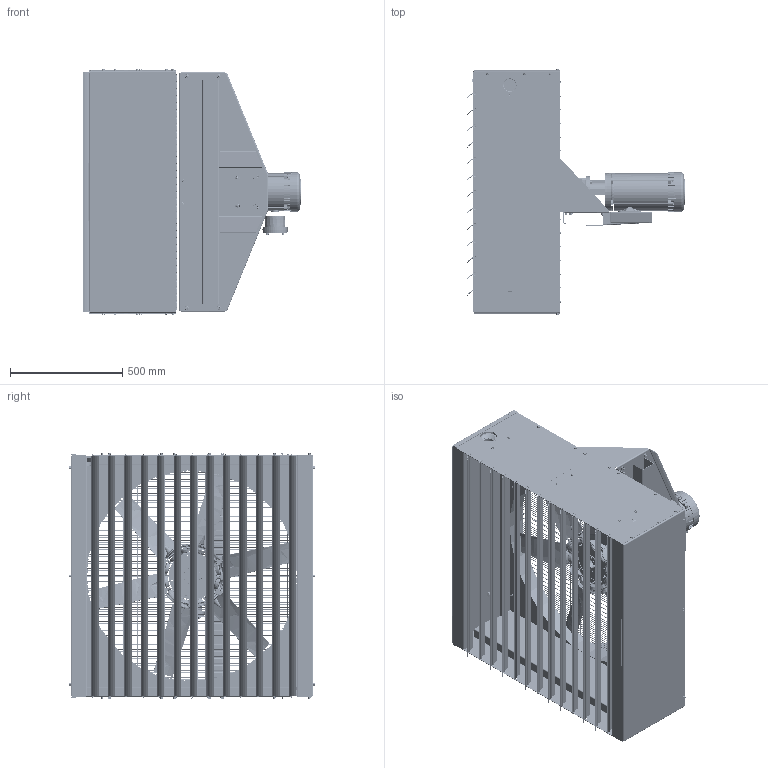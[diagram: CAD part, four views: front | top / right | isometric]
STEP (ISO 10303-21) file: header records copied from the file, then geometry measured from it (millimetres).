
FILE_DESCRIPTION (( 'STEP AP214' ), '1' );
FILE_NAME ('HUH2-SRH2-36.STEP', '2018-02-08T22:43:29', ( 'jose' ), ( 'Microsoft' ), 'SwSTEP 2.0', 'SolidWorks 2018', '' );
FILE_SCHEMA (( 'AUTOMOTIVE_DESIGN' ));
Length unit declared in the file: inch
Products named in the file (1): HUH2-SRH2-36
Bounding box: 975.2 x 1092.99 x 1091.87 mm (x, y, z)
Surface area: 12223277.1 mm2 (no closed solid volume)
Topology: 0 solids, 957 shells, 4817 faces, 17609 edges, 13026 vertices
Faces by surface type: cylinder 1813, plane 1227, torus 818, cone 552, bspline 366, sphere 41
Entity records: 303622 total; most frequent: CARTESIAN_POINT 99867, DIRECTION 29520, ORIENTED_EDGE 24735, EDGE_CURVE 17604, VERTEX_POINT 13026, AXIS2_PLACEMENT_3D 11982, CIRCLE 7530, LINE 5556
